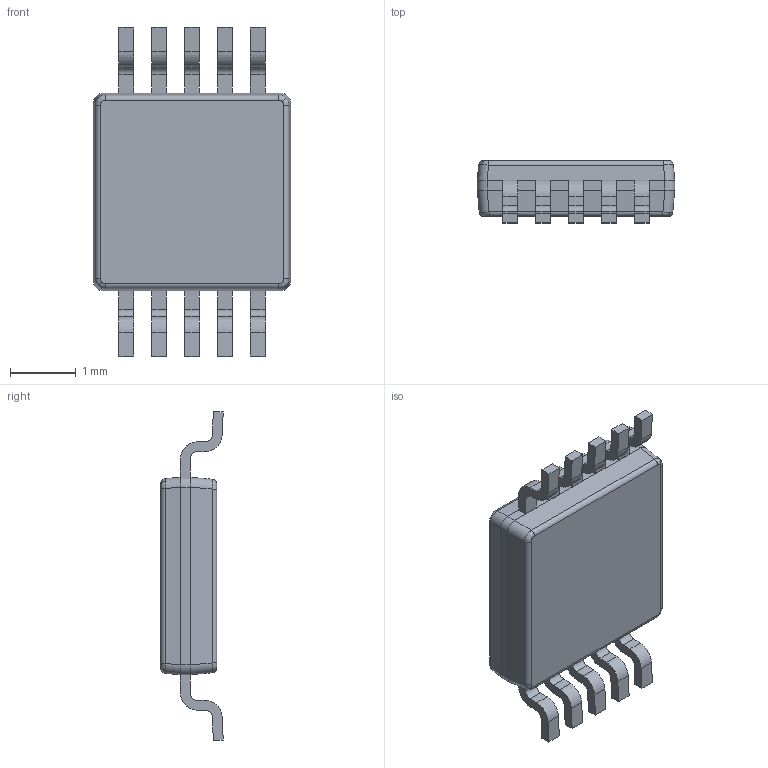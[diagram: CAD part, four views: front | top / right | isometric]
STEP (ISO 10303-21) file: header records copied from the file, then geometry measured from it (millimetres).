
FILE_DESCRIPTION (( 'STEP AP214' ), '1' );
FILE_NAME ('Maxim_uMAX-10.step', '2018-11-03T15:16:22+00:00', 'Stefan Hamminga', '', '', '', '');
FILE_SCHEMA (( 'AUTOMOTIVE_DESIGN' ));
Length unit declared in the file: millimetre
Products named in the file (1): Maxim_uMAX-10
Bounding box: 3 x 0.95 x 5 mm (x, y, z)
Volume: 7.9 mm3; surface area: 37.1 mm2
Topology: 11 solids, 11 shells, 187 faces, 478 edges, 314 vertices
Faces by surface type: plane 115, cylinder 60, bspline 12
Entity records: 5841 total; most frequent: CARTESIAN_POINT 1256, ORIENTED_EDGE 956, DIRECTION 884, EDGE_CURVE 478, VECTOR 328, LINE 328, VERTEX_POINT 314, AXIS2_PLACEMENT_3D 278
